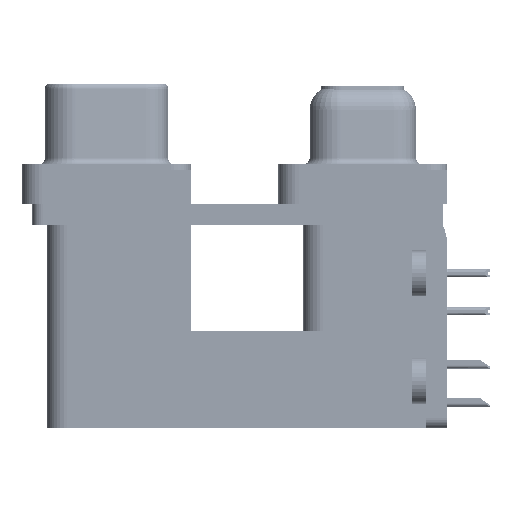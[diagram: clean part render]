
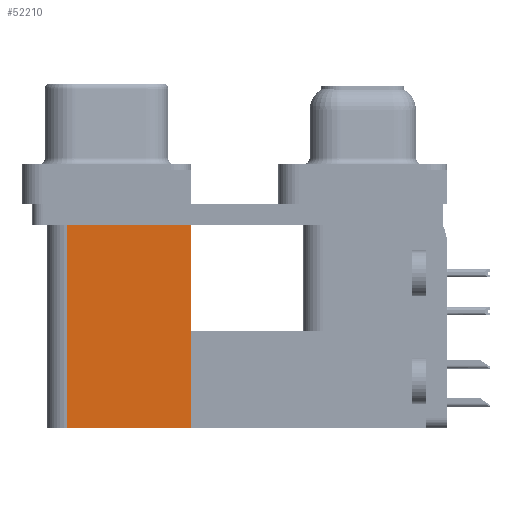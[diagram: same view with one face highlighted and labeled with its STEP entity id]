
A CAD part, left-side view. The second image highlights one B-rep face of the part: STEP entity #52210.
In plain terms, the highlighted planar face has unit normal (-1, 0, 0).
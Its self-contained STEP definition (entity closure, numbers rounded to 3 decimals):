
#976 = LINE ( 'NONE', #11228, #40801 ) ;
#4519 = CARTESIAN_POINT ( 'NONE',  ( 3.7, 12.775, -19.2 ) ) ;
#4795 = DIRECTION ( 'NONE',  ( 0., 1., 0. ) ) ;
#6075 = DIRECTION ( 'NONE',  ( 0., 1., 0. ) ) ;
#9224 = PLANE ( 'NONE',  #39029 ) ;
#9411 = CARTESIAN_POINT ( 'NONE',  ( 3.7, 12.775, -2.5 ) ) ;
#11123 = CARTESIAN_POINT ( 'NONE',  ( 3.7, 21.975, -19.2 ) ) ;
#11228 = CARTESIAN_POINT ( 'NONE',  ( 3.7, 12.775, -19.2 ) ) ;
#19972 = VECTOR ( 'NONE', #44429, 1000. ) ;
#20778 = VERTEX_POINT ( 'NONE', #29742 ) ;
#21109 = VERTEX_POINT ( 'NONE', #37185 ) ;
#21321 = EDGE_CURVE ( 'NONE', #21109, #46464, #39097, .T. ) ;
#22697 = VECTOR ( 'NONE', #45753, 1000. ) ;
#27462 = CARTESIAN_POINT ( 'NONE',  ( 3.7, 12.775, -19.2 ) ) ;
#28115 = DIRECTION ( 'NONE',  ( 0., 0., 1. ) ) ;
#29330 = CARTESIAN_POINT ( 'NONE',  ( 3.7, 21.975, -19.2 ) ) ;
#29742 = CARTESIAN_POINT ( 'NONE',  ( 3.7, 12.775, -19.2 ) ) ;
#31481 = EDGE_CURVE ( 'NONE', #54613, #46464, #41024, .T. ) ;
#31763 = ORIENTED_EDGE ( 'NONE', *, *, #31481, .F. ) ;
#34346 = VECTOR ( 'NONE', #6075, 1000. ) ;
#37185 = CARTESIAN_POINT ( 'NONE',  ( 3.7, 12.775, -2.5 ) ) ;
#39029 = AXIS2_PLACEMENT_3D ( 'NONE', #4519, #51417, #4795 ) ;
#39097 = LINE ( 'NONE', #9411, #34346 ) ;
#39558 = ORIENTED_EDGE ( 'NONE', *, *, #21321, .T. ) ;
#39670 = ORIENTED_EDGE ( 'NONE', *, *, #39721, .T. ) ;
#39721 = EDGE_CURVE ( 'NONE', #20778, #21109, #976, .T. ) ;
#40290 = EDGE_LOOP ( 'NONE', ( #39558, #31763, #50380, #39670 ) ) ;
#40801 = VECTOR ( 'NONE', #28115, 1000. ) ;
#41024 = LINE ( 'NONE', #29330, #22697 ) ;
#42539 = FACE_OUTER_BOUND ( 'NONE', #40290, .T. ) ;
#43852 = CARTESIAN_POINT ( 'NONE',  ( 3.7, 21.975, -2.5 ) ) ;
#44429 = DIRECTION ( 'NONE',  ( 0., 1., 0. ) ) ;
#44621 = EDGE_CURVE ( 'NONE', #20778, #54613, #44706, .T. ) ;
#44706 = LINE ( 'NONE', #27462, #19972 ) ;
#45753 = DIRECTION ( 'NONE',  ( 0., 0., 1. ) ) ;
#46464 = VERTEX_POINT ( 'NONE', #43852 ) ;
#50380 = ORIENTED_EDGE ( 'NONE', *, *, #44621, .F. ) ;
#51417 = DIRECTION ( 'NONE',  ( 1., 0., 0. ) ) ;
#52210 = ADVANCED_FACE ( 'NONE', ( #42539 ), #9224, .F. ) ;
#54613 = VERTEX_POINT ( 'NONE', #11123 ) ;
